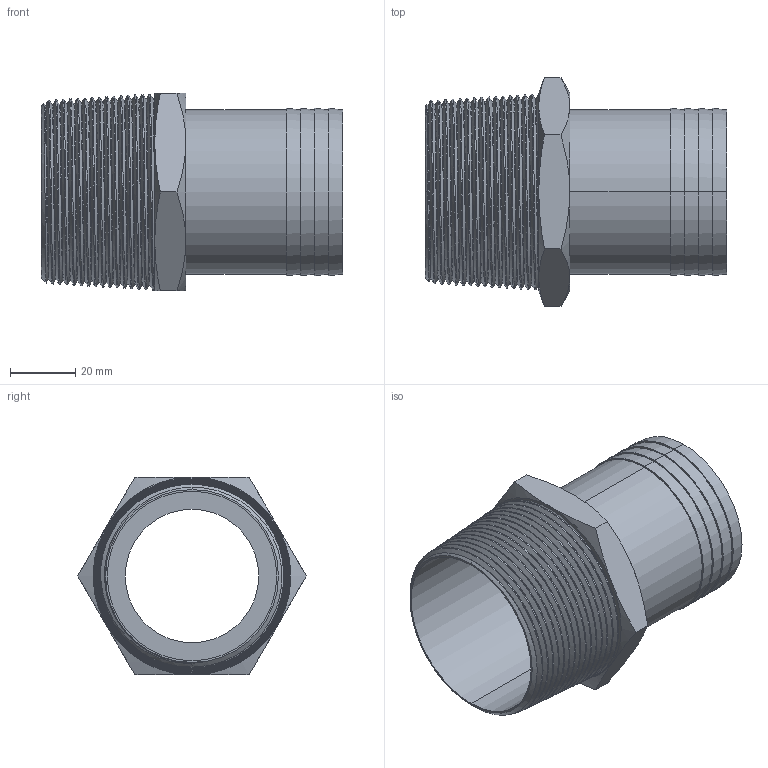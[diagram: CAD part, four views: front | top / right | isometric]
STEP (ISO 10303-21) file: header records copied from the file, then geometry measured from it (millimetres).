
FILE_DESCRIPTION (( 'STEP AP203' ), '1' );
FILE_NAME ('5372K161_Plastic Barbed Tube Fitting for Air and Water.STEP', '2021-09-10T15:37:38', ( 'Administrator' ), ( 'Managed by Terraform' ), 'SwSTEP 2.0', 'SolidWorks 2017', '' );
FILE_SCHEMA (( 'CONFIG_CONTROL_DESIGN' ));
Length unit declared in the file: inch
Products named in the file (1): 5372K161_Plastic Barbed Tube Fitting for Air and Water
Bounding box: 92.43 x 70.16 x 60.76 mm (x, y, z)
Volume: 59204.7 mm3; surface area: 36956.1 mm2
Topology: 1 solids, 1 shells, 78 faces, 195 edges, 126 vertices
Faces by surface type: cone 54, plane 15, cylinder 6, bspline 3
Entity records: 10630 total; most frequent: CARTESIAN_POINT 8845, ORIENTED_EDGE 390, DIRECTION 293, EDGE_CURVE 195, VERTEX_POINT 126, AXIS2_PLACEMENT_3D 120, B_SPLINE_CURVE_WITH_KNOTS 98, EDGE_LOOP 87
